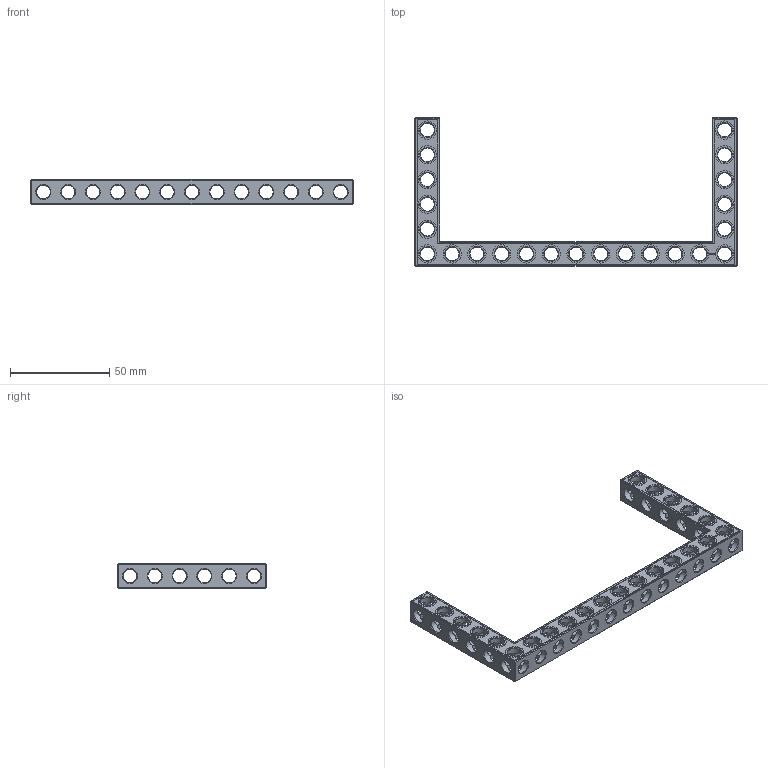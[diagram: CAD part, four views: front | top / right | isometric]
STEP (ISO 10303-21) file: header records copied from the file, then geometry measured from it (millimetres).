
FILE_DESCRIPTION(('FreeCAD Model'),'2;1');
FILE_NAME('Open CASCADE Shape Model','2022-02-26T17:55:42',('Author'),( ''),'Open CASCADE STEP processor 7.5','FreeCAD','Unknown');
FILE_SCHEMA(('AUTOMOTIVE_DESIGN { 1 0 10303 214 1 1 1 1 }'));
Products named in the file (1): Beam AGD ESS USH SYM BU13x06x01 - SPN-BEM-0503 (stemfie.org)
Bounding box: 162.5 x 75 x 12.5 mm (x, y, z)
Volume: 22467.2 mm3; surface area: 20151 mm2
Topology: 1 solids, 1 shells, 809 faces, 2411 edges, 1568 vertices
Faces by surface type: plane 394, extrusion 182, cylinder 139, cone 94
Full cylindrical faces by diameter (mm): 6.98 x14, 7 x102, 9.2 x23
Entity records: 114448 total; most frequent: CARTESIAN_POINT 69243, DIRECTION 7295, VECTOR 4858, ORIENTED_EDGE 4822, PCURVE 4822, DEFINITIONAL_REPRESENTATION 4822, LINE 4676, EDGE_CURVE 2411
